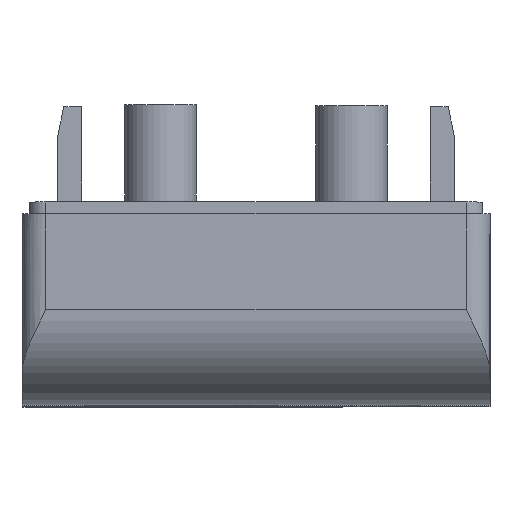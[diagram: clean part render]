
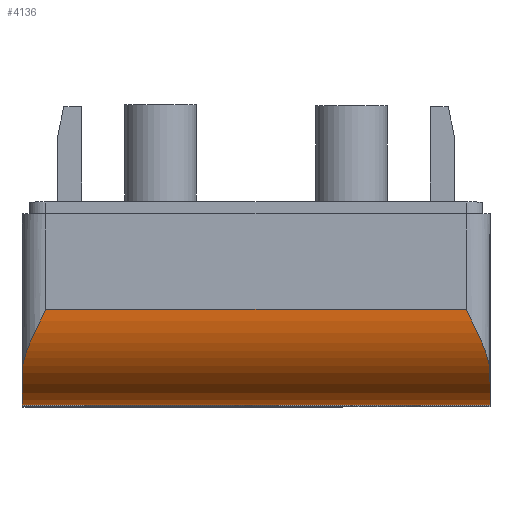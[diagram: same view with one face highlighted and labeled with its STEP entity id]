
A CAD part, top view. The second image highlights one B-rep face of the part: STEP entity #4136.
In plain terms, the highlighted cylindrical face has radius 4 mm (diameter 8 mm), a partial arc.
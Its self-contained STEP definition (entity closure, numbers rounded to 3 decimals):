
#44=B_SPLINE_CURVE_WITH_KNOTS('',3,(#5841,#5842,#5843,#5844,#5845),
 .UNSPECIFIED.,.F.,.F.,(4,1,4),(0.,0.002,
0.003),.UNSPECIFIED.);
#45=B_SPLINE_CURVE_WITH_KNOTS('',3,(#5848,#5849,#5850,#5851,#5852),
 .UNSPECIFIED.,.F.,.F.,(4,1,4),(0.,0.002,
0.003),.UNSPECIFIED.);
#55=CYLINDRICAL_SURFACE('',#4372,4.);
#109=CIRCLE('',#4344,4.);
#113=CIRCLE('',#4351,4.);
#375=ORIENTED_EDGE('',*,*,#1303,.F.);
#376=ORIENTED_EDGE('',*,*,#1274,.T.);
#377=ORIENTED_EDGE('',*,*,#1301,.F.);
#378=ORIENTED_EDGE('',*,*,#1252,.T.);
#379=ORIENTED_EDGE('',*,*,#1318,.F.);
#380=ORIENTED_EDGE('',*,*,#1282,.F.);
#1252=EDGE_CURVE('',#1730,#1729,#109,.T.);
#1274=EDGE_CURVE('',#1752,#1751,#2065,.T.);
#1282=EDGE_CURVE('',#1759,#1760,#113,.T.);
#1301=EDGE_CURVE('',#1730,#1751,#44,.T.);
#1303=EDGE_CURVE('',#1752,#1759,#45,.F.);
#1318=EDGE_CURVE('',#1760,#1729,#2089,.T.);
#1729=VERTEX_POINT('',#5740);
#1730=VERTEX_POINT('',#5742);
#1751=VERTEX_POINT('',#5786);
#1752=VERTEX_POINT('',#5788);
#1759=VERTEX_POINT('',#5803);
#1760=VERTEX_POINT('',#5805);
#2065=LINE('',#5787,#2448);
#2089=LINE('',#5884,#2472);
#2448=VECTOR('',#4763,1000.);
#2472=VECTOR('',#4839,1000.);
#2769=EDGE_LOOP('',(#375,#376,#377,#378,#379,#380));
#2983=FACE_BOUND('',#2769,.T.);
#4136=ADVANCED_FACE('',(#2983),#55,.T.);
#4344=AXIS2_PLACEMENT_3D('',#5741,#4736,#4737);
#4351=AXIS2_PLACEMENT_3D('',#5804,#4776,#4777);
#4372=AXIS2_PLACEMENT_3D('',#5883,#4837,#4838);
#4736=DIRECTION('',(1.,0.,0.));
#4737=DIRECTION('',(0.,0.,-1.));
#4763=DIRECTION('',(-1.,0.,0.));
#4776=DIRECTION('',(1.,0.,0.));
#4777=DIRECTION('',(0.,0.,-1.));
#4837=DIRECTION('',(-1.,0.,0.));
#4838=DIRECTION('',(0.,0.,1.));
#4839=DIRECTION('',(-1.,0.,0.));
#5740=CARTESIAN_POINT('',(-9.8,0.,25.));
#5741=CARTESIAN_POINT('',(-9.8,4.,25.));
#5742=CARTESIAN_POINT('',(-9.8,1.354,28.));
#5786=CARTESIAN_POINT('',(-8.8,4.,29.));
#5787=CARTESIAN_POINT('',(9.8,4.,29.));
#5788=CARTESIAN_POINT('',(8.8,4.,29.));
#5803=CARTESIAN_POINT('',(9.8,1.354,28.));
#5804=CARTESIAN_POINT('',(9.8,4.,25.));
#5805=CARTESIAN_POINT('',(9.8,0.,25.));
#5841=CARTESIAN_POINT('',(-9.8,1.354,28.));
#5842=CARTESIAN_POINT('',(-9.8,1.745,28.344));
#5843=CARTESIAN_POINT('',(-9.489,2.618,28.844));
#5844=CARTESIAN_POINT('',(-9.029,3.541,29.));
#5845=CARTESIAN_POINT('',(-8.8,4.,29.));
#5848=CARTESIAN_POINT('',(9.8,1.354,28.));
#5849=CARTESIAN_POINT('',(9.8,1.745,28.344));
#5850=CARTESIAN_POINT('',(9.489,2.618,28.844));
#5851=CARTESIAN_POINT('',(9.029,3.541,29.));
#5852=CARTESIAN_POINT('',(8.8,4.,29.));
#5883=CARTESIAN_POINT('',(9.8,4.,25.));
#5884=CARTESIAN_POINT('',(9.8,0.,25.));
